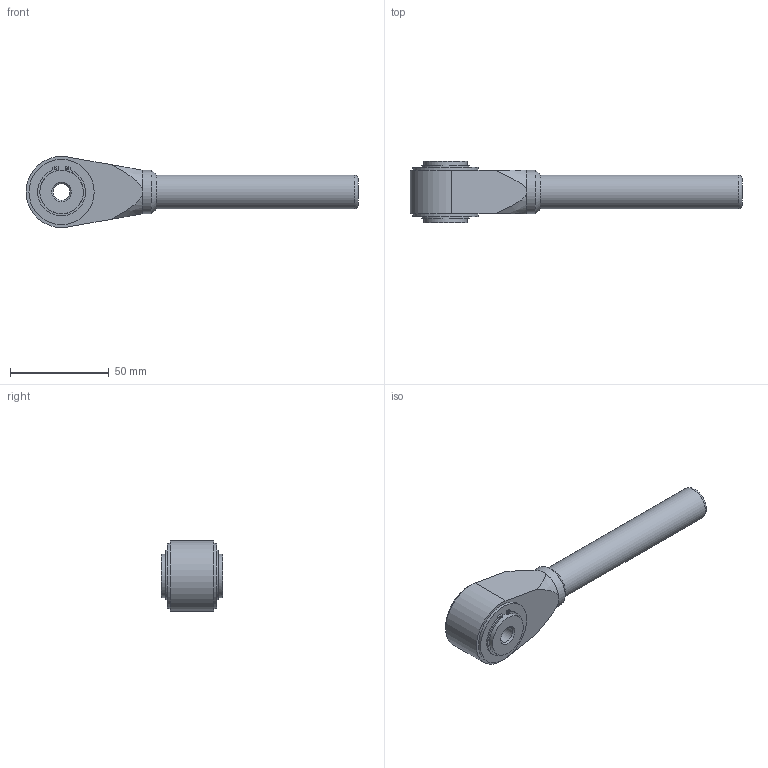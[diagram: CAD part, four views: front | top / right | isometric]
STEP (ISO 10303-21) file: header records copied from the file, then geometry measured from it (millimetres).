
FILE_DESCRIPTION( ( 'STEP AP214' ), '1' );
FILE_NAME( 'K0128.310.stp', '2020-11-25T11:43:45', ( '' ), ( '' ), ' ', 'PARTsolutions', ' ' );
FILE_SCHEMA( ( 'AUTOMOTIVE_DESIGN { 1 0 10303 214 1 1 1 1 }' ) );
Length unit declared in the file: millimetre
Products named in the file (1): _K0128.310
Bounding box: 168 x 31 x 36 mm (x, y, z)
Volume: 65902.9 mm3; surface area: 13987.6 mm2
Topology: 1 solids, 1 shells, 53 faces, 124 edges, 81 vertices
Faces by surface type: plane 27, cylinder 18, cone 7, torus 1
Full cylindrical faces by diameter (mm): 1.1 x4, 8.376 x1, 17 x1, 22 x3, 33 x2
Entity records: 1952 total; most frequent: CARTESIAN_POINT 366, DIRECTION 250, ORIENTED_EDGE 204, AXIS2_PLACEMENT_3D 102, EDGE_CURVE 102, EDGE_LOOP 78, VERTEX_POINT 74, FACE_OUTER_BOUND 65
